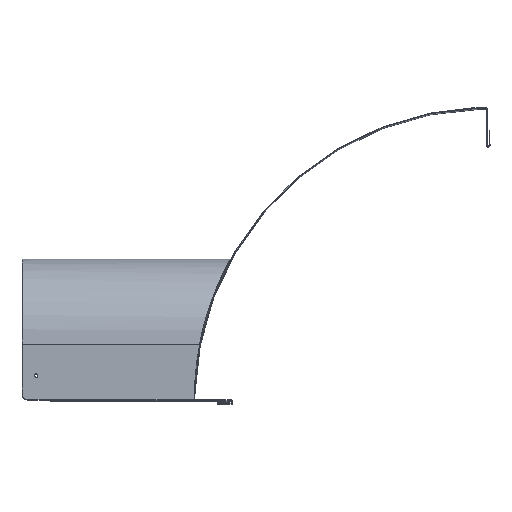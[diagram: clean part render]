
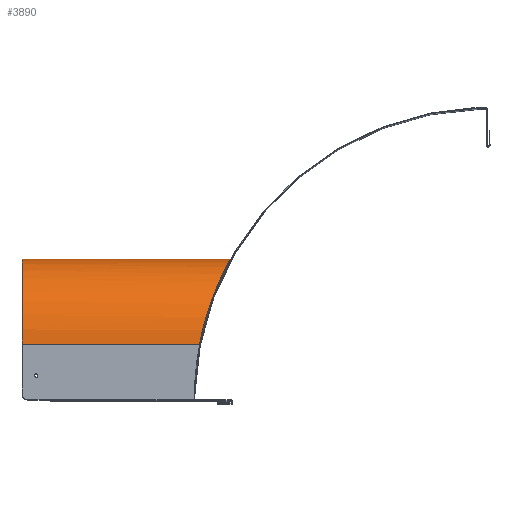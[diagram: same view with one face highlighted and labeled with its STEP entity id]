
A CAD part, top view. The second image highlights one B-rep face of the part: STEP entity #3890.
In plain terms, the highlighted cylindrical face has radius 75 mm (diameter 150 mm), a partial arc.
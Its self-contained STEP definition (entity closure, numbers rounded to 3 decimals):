
#3303=CARTESIAN_POINT('',(75.,50.,253.508));
#3304=VERTEX_POINT('',#3303);
#3312=CARTESIAN_POINT('',(75.,50.,410.0));
#3313=VERTEX_POINT('',#3312);
#3314=CARTESIAN_POINT('',(75.,50.,410.0));
#3315=DIRECTION('',(0.0,0.0,-1.0));
#3316=VECTOR('',#3315,156.492);
#3317=LINE('',#3314,#3316);
#3318=EDGE_CURVE('',#3313,#3304,#3317,.T.);
#3737=CARTESIAN_POINT('',(-75.,50.,253.508));
#3738=VERTEX_POINT('',#3737);
#3746=CARTESIAN_POINT('',(75.,50.,253.508));
#3747=CARTESIAN_POINT('',(75.,54.858,252.569));
#3748=CARTESIAN_POINT('',(74.521,59.844,251.457));
#3749=CARTESIAN_POINT('',(72.541,69.697,248.945));
#3750=CARTESIAN_POINT('',(71.042,74.566,247.546));
#3751=CARTESIAN_POINT('',(67.112,83.86,244.592));
#3752=CARTESIAN_POINT('',(64.678,88.293,243.035));
#3753=CARTESIAN_POINT('',(59.074,96.474,239.94));
#3754=CARTESIAN_POINT('',(55.904,100.221,238.402));
#3755=CARTESIAN_POINT('',(49.275,106.725,235.588));
#3756=CARTESIAN_POINT('',(45.601,109.739,234.205));
#3757=CARTESIAN_POINT('',(37.576,115.087,231.647));
#3758=CARTESIAN_POINT('',(33.223,117.421,230.473));
#3759=CARTESIAN_POINT('',(24.098,121.194,228.528));
#3760=CARTESIAN_POINT('',(19.316,122.637,227.756));
#3761=CARTESIAN_POINT('',(9.645,124.54,226.729));
#3762=CARTESIAN_POINT('',(4.756,125.,226.476));
#3763=CARTESIAN_POINT('',(0.,125.,226.476));
#3764=CARTESIAN_POINT('',(-4.756,125.,226.476));
#3765=CARTESIAN_POINT('',(-9.645,124.54,226.729));
#3766=CARTESIAN_POINT('',(-19.316,122.637,227.756));
#3767=CARTESIAN_POINT('',(-24.098,121.194,228.528));
#3768=CARTESIAN_POINT('',(-33.223,117.421,230.473));
#3769=CARTESIAN_POINT('',(-37.576,115.087,231.647));
#3770=CARTESIAN_POINT('',(-45.601,109.739,234.205));
#3771=CARTESIAN_POINT('',(-49.275,106.725,235.588));
#3772=CARTESIAN_POINT('',(-55.904,100.221,238.402));
#3773=CARTESIAN_POINT('',(-59.074,96.474,239.94));
#3774=CARTESIAN_POINT('',(-64.678,88.293,243.035));
#3775=CARTESIAN_POINT('',(-67.112,83.86,244.592));
#3776=CARTESIAN_POINT('',(-71.042,74.566,247.546));
#3777=CARTESIAN_POINT('',(-72.541,69.697,248.945));
#3778=CARTESIAN_POINT('',(-74.521,59.844,251.457));
#3779=CARTESIAN_POINT('',(-75.,54.858,252.569));
#3780=CARTESIAN_POINT('',(-75.,50.,253.508));
#3781=B_SPLINE_CURVE_WITH_KNOTS('',3,(#3746,#3747,#3748,#3749,#3750,#3751,#3752,#3753,#3754,#3755,#3756,#3757,#3758,#3759,#3760,#3761,#3762,#3763,#3764,#3765,#3766,#3767,#3768,#3769,#3770,#3771,#3772,#3773,#3774,#3775,#3776,#3777,#3778,#3779,#3780),.UNSPECIFIED.,.F.,.U.,(4,2,2,2,2,2,2,2,3,2,2,2,2,2,2,2,4),(-11.645,-10.16,-8.676,-7.191,-5.707,-4.28,-2.853,-1.427,0.0,1.427,2.853,4.28,5.707,7.191,8.676,10.16,11.645),.UNSPECIFIED.);
#3782=EDGE_CURVE('',#3304,#3738,#3781,.T.);
#3866=CARTESIAN_POINT('',(0.,50.,205.0));
#3867=DIRECTION('',(0.0,0.0,1.0));
#3868=DIRECTION('',(1.0,0.0,0.0));
#3869=AXIS2_PLACEMENT_3D('',#3866,#3867,#3868);
#3870=CYLINDRICAL_SURFACE('',#3869,75.0);
#3871=ORIENTED_EDGE('',*,*,#3782,.T.);
#3872=CARTESIAN_POINT('',(-75.,50.,410.0));
#3873=VERTEX_POINT('',#3872);
#3874=CARTESIAN_POINT('',(-75.,50.,410.0));
#3875=DIRECTION('',(0.0,0.0,-1.0));
#3876=VECTOR('',#3875,156.492);
#3877=LINE('',#3874,#3876);
#3878=EDGE_CURVE('',#3873,#3738,#3877,.T.);
#3879=ORIENTED_EDGE('',*,*,#3878,.F.);
#3880=CARTESIAN_POINT('',(0.,50.,410.0));
#3881=DIRECTION('',(0.0,0.0,1.0));
#3882=DIRECTION('',(1.0,0.0,0.0));
#3883=AXIS2_PLACEMENT_3D('',#3880,#3881,#3882);
#3884=CIRCLE('',#3883,75.0);
#3885=EDGE_CURVE('',#3313,#3873,#3884,.T.);
#3886=ORIENTED_EDGE('',*,*,#3885,.F.);
#3887=ORIENTED_EDGE('',*,*,#3318,.T.);
#3888=EDGE_LOOP('',(#3871,#3879,#3886,#3887));
#3889=FACE_OUTER_BOUND('',#3888,.T.);
#3890=ADVANCED_FACE('',(#3889),#3870,.T.);
